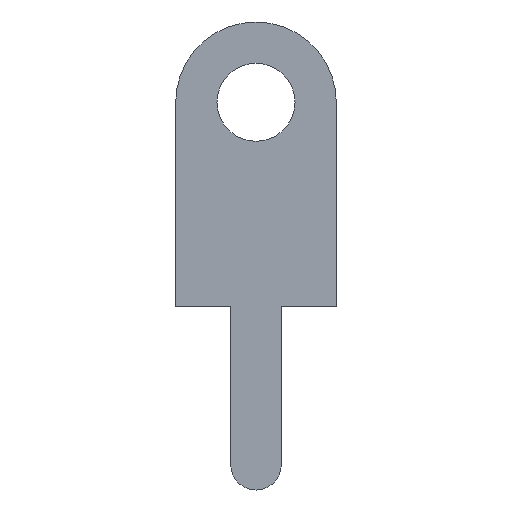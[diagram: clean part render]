
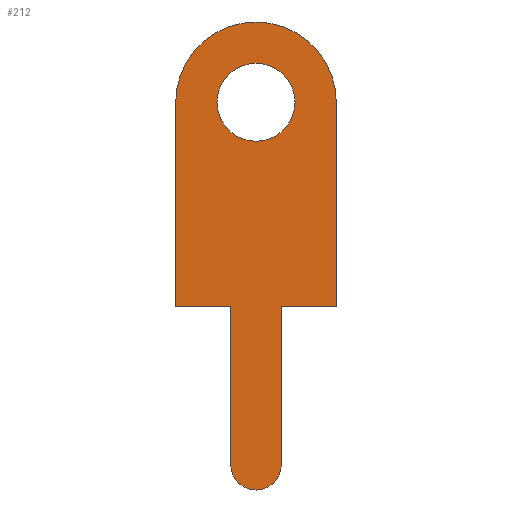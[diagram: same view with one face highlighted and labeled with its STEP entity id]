
A CAD part, front view. The second image highlights one B-rep face of the part: STEP entity #212.
In plain terms, the highlighted planar face has unit normal (0, -1, 0).
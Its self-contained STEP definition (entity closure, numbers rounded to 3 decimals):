
#21=VERTEX_POINT('',#22);
#22=CARTESIAN_POINT('',(-0.55,-0.3,0.));
#34=VECTOR('',#35,1.);
#35=DIRECTION('',(-1.,0.,0.));
#38=VERTEX_POINT('',#39);
#39=CARTESIAN_POINT('',(-1.75,-0.3,0.));
#43=EDGE_CURVE('',#21,#38,#44,.T.);
#44=LINE('',#22,#34);
#57=VECTOR('',#58,1.);
#58=DIRECTION('',(0.,0.,1.));
#61=VERTEX_POINT('',#62);
#62=CARTESIAN_POINT('',(-1.75,-0.3,4.45));
#65=EDGE_CURVE('',#38,#61,#66,.T.);
#66=LINE('',#39,#57);
#81=DIRECTION('',(0.,1.,0.));
#84=VERTEX_POINT('',#85);
#85=CARTESIAN_POINT('',(1.75,-0.3,4.45));
#88=EDGE_CURVE('',#61,#84,#89,.T.);
#89=CIRCLE('',#90,1.75);
#90=AXIS2_PLACEMENT_3D('',#91,#81,#35);
#91=CARTESIAN_POINT('',(0.,-0.3,4.45));
#105=VECTOR('',#106,1.);
#106=DIRECTION('',(0.,0.,-1.));
#109=VERTEX_POINT('',#110);
#110=CARTESIAN_POINT('',(1.75,-0.3,0.));
#114=EDGE_CURVE('',#84,#109,#115,.T.);
#115=LINE('',#116,#105);
#116=CARTESIAN_POINT('',(1.75,-0.3,4.45));
#132=VERTEX_POINT('',#133);
#133=CARTESIAN_POINT('',(0.55,-0.3,0.));
#137=EDGE_CURVE('',#109,#132,#138,.T.);
#138=LINE('',#110,#34);
#152=VERTEX_POINT('',#153);
#153=CARTESIAN_POINT('',(0.55,-0.3,-3.45));
#156=EDGE_CURVE('',#132,#152,#157,.T.);
#157=LINE('',#133,#105);
#173=VERTEX_POINT('',#174);
#174=CARTESIAN_POINT('',(-0.55,-0.3,-3.45));
#177=EDGE_CURVE('',#152,#173,#178,.T.);
#178=CIRCLE('',#179,0.55);
#179=AXIS2_PLACEMENT_3D('',#180,#81,#35);
#180=CARTESIAN_POINT('',(0.,-0.3,-3.45));
#189=ORIENTED_EDGE('',*,*,#190,.F.);
#190=EDGE_CURVE('',#21,#173,#191,.T.);
#191=LINE('',#22,#105);
#199=VERTEX_POINT('',#200);
#200=CARTESIAN_POINT('',(-0.85,-0.3,4.45));
#208=ORIENTED_EDGE('',*,*,#209,.F.);
#209=EDGE_CURVE('',#199,#199,#210,.T.);
#210=CIRCLE('',#90,0.85);
#212=ADVANCED_FACE('',(#213,#222),#224,.F.);
#213=FACE_BOUND('',#214,.F.);
#214=EDGE_LOOP('',(#215,#216,#217,#218,#219,#220,#221,#189));
#215=ORIENTED_EDGE('',*,*,#43,.T.);
#216=ORIENTED_EDGE('',*,*,#65,.T.);
#217=ORIENTED_EDGE('',*,*,#88,.T.);
#218=ORIENTED_EDGE('',*,*,#114,.T.);
#219=ORIENTED_EDGE('',*,*,#137,.T.);
#220=ORIENTED_EDGE('',*,*,#156,.T.);
#221=ORIENTED_EDGE('',*,*,#177,.T.);
#222=FACE_BOUND('',#223,.F.);
#223=EDGE_LOOP('',(#208));
#224=PLANE('',#225);
#225=AXIS2_PLACEMENT_3D('',#226,#227,#228);
#226=CARTESIAN_POINT('',(0.,-0.3,1.209));
#227=DIRECTION('',(0.,1.,0.));
#228=DIRECTION('',(0.,0.,1.));
